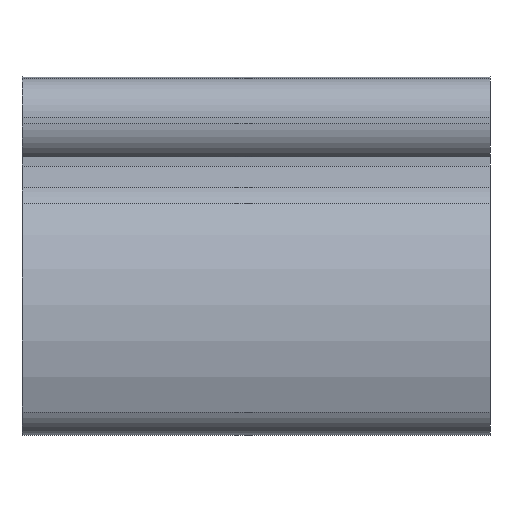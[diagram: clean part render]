
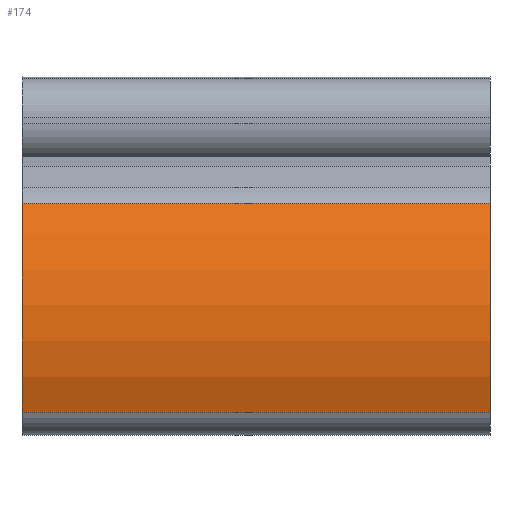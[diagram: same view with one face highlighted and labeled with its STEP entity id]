
A CAD part, left-side view. The second image highlights one B-rep face of the part: STEP entity #174.
In plain terms, the highlighted cylindrical face has radius 8.5 mm (diameter 17 mm), a partial arc.
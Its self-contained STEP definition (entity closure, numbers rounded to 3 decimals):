
#147=AXIS2_PLACEMENT_3D('Cylinder Axis2P3D',#144,#145,#146) ;
#151=AXIS2_PLACEMENT_3D('Circle Axis2P3D',#149,#150,$) ;
#165=AXIS2_PLACEMENT_3D('Circle Axis2P3D',#163,#164,$) ;
#121=CARTESIAN_POINT('Vertex',(1.574,18.,8.917)) ;
#124=CARTESIAN_POINT('Line Origine',(1.574,9.,8.917)) ;
#128=CARTESIAN_POINT('Vertex',(1.574,0.,8.917)) ;
#144=CARTESIAN_POINT('Axis2P3D Location',(8.5,9.,3.99)) ;
#149=CARTESIAN_POINT('Axis2P3D Location',(8.5,18.,3.99)) ;
#153=CARTESIAN_POINT('Vertex',(0.586,18.,0.889)) ;
#156=CARTESIAN_POINT('Line Origine',(0.586,9.,0.889)) ;
#160=CARTESIAN_POINT('Vertex',(0.586,0.,0.889)) ;
#163=CARTESIAN_POINT('Axis2P3D Location',(8.5,0.,3.99)) ;
#125=DIRECTION('Vector Direction',(0.,-1.,0.)) ;
#145=DIRECTION('Axis2P3D Direction',(0.,-1.,0.)) ;
#146=DIRECTION('Axis2P3D XDirection',(-0.815,0.,0.58)) ;
#150=DIRECTION('Axis2P3D Direction',(0.,-1.,0.)) ;
#157=DIRECTION('Vector Direction',(0.,-1.,0.)) ;
#164=DIRECTION('Axis2P3D Direction',(0.,-1.,0.)) ;
#126=VECTOR('Line Direction',#125,1.) ;
#158=VECTOR('Line Direction',#157,1.) ;
#169=ORIENTED_EDGE('',*,*,#130,.F.) ;
#170=ORIENTED_EDGE('',*,*,#155,.T.) ;
#171=ORIENTED_EDGE('',*,*,#162,.T.) ;
#172=ORIENTED_EDGE('',*,*,#167,.F.) ;
#174=ADVANCED_FACE('S3D - gedreht',(#173),#148,.T.) ;
#152=CIRCLE('generated circle',#151,8.5) ;
#166=CIRCLE('generated circle',#165,8.5) ;
#148=CYLINDRICAL_SURFACE('generated cylinder',#147,8.5) ;
#130=EDGE_CURVE('',#122,#129,#127,.T.) ;
#155=EDGE_CURVE('',#122,#154,#152,.T.) ;
#162=EDGE_CURVE('',#154,#161,#159,.T.) ;
#167=EDGE_CURVE('',#129,#161,#166,.T.) ;
#168=EDGE_LOOP('',(#169,#170,#171,#172)) ;
#173=FACE_OUTER_BOUND('',#168,.T.) ;
#127=LINE('Line',#124,#126) ;
#159=LINE('Line',#156,#158) ;
#122=VERTEX_POINT('',#121) ;
#129=VERTEX_POINT('',#128) ;
#154=VERTEX_POINT('',#153) ;
#161=VERTEX_POINT('',#160) ;
